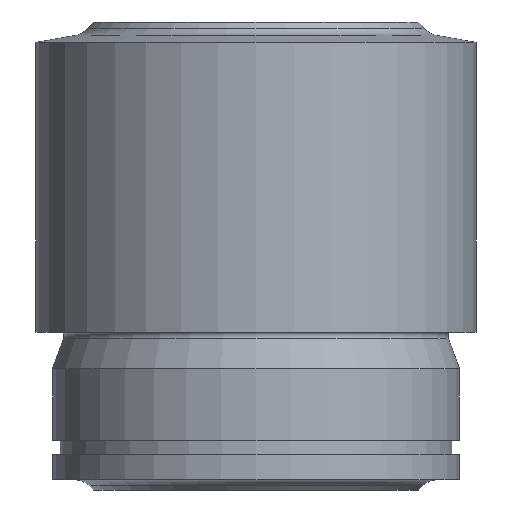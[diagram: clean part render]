
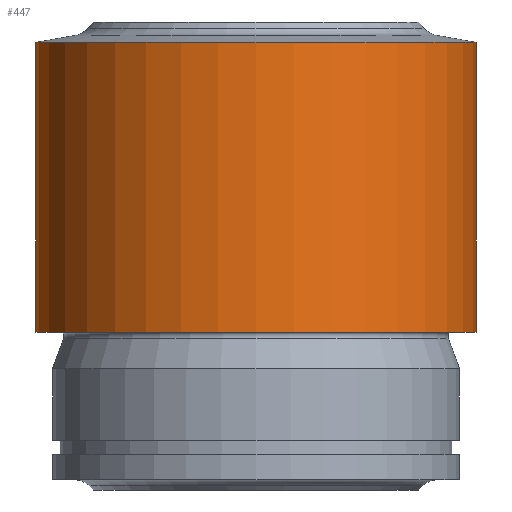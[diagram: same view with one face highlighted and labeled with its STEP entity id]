
A CAD part, left-side view. The second image highlights one B-rep face of the part: STEP entity #447.
In plain terms, the highlighted cylindrical face has radius 10.812 mm (diameter 21.625 mm), a partial arc.
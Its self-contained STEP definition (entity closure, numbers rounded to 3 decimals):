
#383=CARTESIAN_POINT('Vertex',(0.,10.813,6.75)) ;
#386=CARTESIAN_POINT('Axis2P3D Location',(0.,0.,6.75)) ;
#390=CARTESIAN_POINT('Vertex',(0.,-10.813,6.75)) ;
#417=CARTESIAN_POINT('Axis2P3D Location',(0.,0.,-3.75)) ;
#422=CARTESIAN_POINT('Line Origine',(0.,-10.813,-0.375)) ;
#426=CARTESIAN_POINT('Vertex',(0.,-10.813,-7.5)) ;
#429=CARTESIAN_POINT('Line Origine',(0.,10.813,-0.375)) ;
#433=CARTESIAN_POINT('Vertex',(0.,10.813,-7.5)) ;
#436=CARTESIAN_POINT('Axis2P3D Location',(0.,0.,-7.5)) ;
#424=VECTOR('Line Direction',#423,1.) ;
#431=VECTOR('Line Direction',#430,1.) ;
#387=DIRECTION('Axis2P3D Direction',(0.,0.,-1.)) ;
#418=DIRECTION('Axis2P3D Direction',(0.,0.,1.)) ;
#419=DIRECTION('Axis2P3D XDirection',(0.,1.,0.)) ;
#423=DIRECTION('Vector Direction',(0.,0.,1.)) ;
#430=DIRECTION('Vector Direction',(0.,0.,1.)) ;
#437=DIRECTION('Axis2P3D Direction',(0.,0.,1.)) ;
#388=AXIS2_PLACEMENT_3D('Circle Axis2P3D',#386,#387,$) ;
#420=AXIS2_PLACEMENT_3D('Cylinder Axis2P3D',#417,#418,#419) ;
#438=AXIS2_PLACEMENT_3D('Circle Axis2P3D',#436,#437,$) ;
#425=LINE('Line',#422,#424) ;
#432=LINE('Line',#429,#431) ;
#389=CIRCLE('generated circle',#388,10.813) ;
#439=CIRCLE('generated circle',#438,10.813) ;
#421=CYLINDRICAL_SURFACE('generated cylinder',#420,10.813) ;
#392=EDGE_CURVE('',#391,#384,#389,.T.) ;
#428=EDGE_CURVE('',#391,#427,#425,.F.) ;
#435=EDGE_CURVE('',#384,#434,#432,.F.) ;
#440=EDGE_CURVE('',#434,#427,#439,.T.) ;
#442=ORIENTED_EDGE('',*,*,#428,.F.) ;
#443=ORIENTED_EDGE('',*,*,#392,.T.) ;
#444=ORIENTED_EDGE('',*,*,#435,.T.) ;
#445=ORIENTED_EDGE('',*,*,#440,.T.) ;
#441=EDGE_LOOP('',(#442,#443,#444,#445)) ;
#384=VERTEX_POINT('',#383) ;
#391=VERTEX_POINT('',#390) ;
#427=VERTEX_POINT('',#426) ;
#434=VERTEX_POINT('',#433) ;
#447=ADVANCED_FACE('TEAMS',(#446),#421,.T.) ;
#446=FACE_OUTER_BOUND('',#441,.T.) ;
